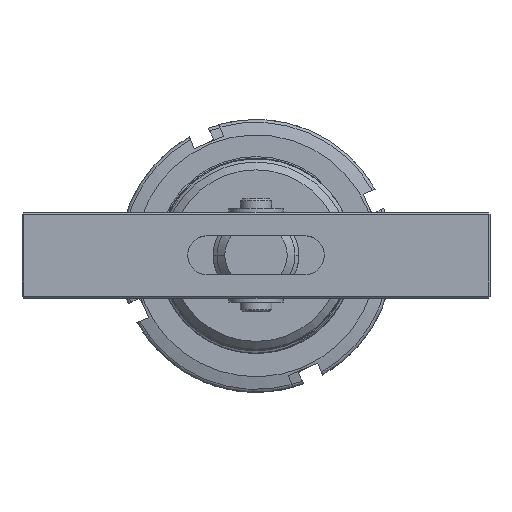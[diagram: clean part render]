
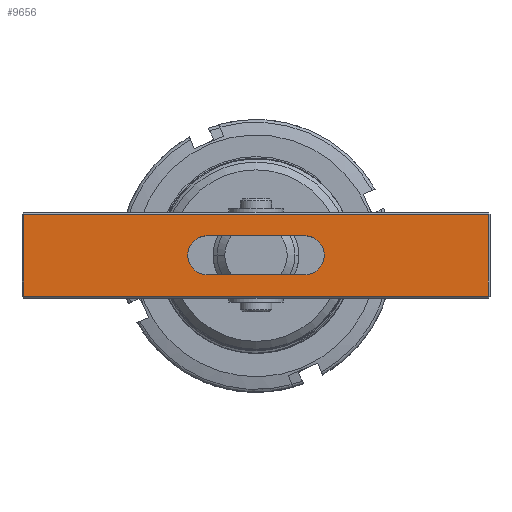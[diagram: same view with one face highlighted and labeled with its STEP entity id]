
A CAD part, top view. The second image highlights one B-rep face of the part: STEP entity #9656.
In plain terms, the highlighted planar face has unit normal (0, 0, 1).
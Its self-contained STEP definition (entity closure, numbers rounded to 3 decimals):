
#34 = EDGE_CURVE ( 'NONE', #9143, #5825, #5256, .T. ) ;
#224 = ORIENTED_EDGE ( 'NONE', *, *, #4017, .T. ) ;
#229 = DIRECTION ( 'NONE',  ( 0., 0., 1. ) ) ;
#260 = DIRECTION ( 'NONE',  ( 0., 0., 1. ) ) ;
#616 = DIRECTION ( 'NONE',  ( 0., 1., 0. ) ) ;
#1048 = ORIENTED_EDGE ( 'NONE', *, *, #7122, .T. ) ;
#1085 = VECTOR ( 'NONE', #8610, 1000. ) ;
#1114 = ORIENTED_EDGE ( 'NONE', *, *, #12334, .T. ) ;
#1383 = DIRECTION ( 'NONE',  ( 0., 0., 1. ) ) ;
#1522 = LINE ( 'NONE', #7438, #3541 ) ;
#1580 = AXIS2_PLACEMENT_3D ( 'NONE', #7282, #1383, #8275 ) ;
#1629 = CIRCLE ( 'NONE', #1580, 5. ) ;
#2023 = ORIENTED_EDGE ( 'NONE', *, *, #12621, .F. ) ;
#2197 = CARTESIAN_POINT ( 'NONE',  ( 59.5, -10.5, 22. ) ) ;
#2728 = LINE ( 'NONE', #5166, #10266 ) ;
#3359 = ORIENTED_EDGE ( 'NONE', *, *, #34, .F. ) ;
#3382 = CARTESIAN_POINT ( 'NONE',  ( 12.5, 5., 22. ) ) ;
#3478 = ORIENTED_EDGE ( 'NONE', *, *, #12103, .F. ) ;
#3541 = VECTOR ( 'NONE', #3572, 1000. ) ;
#3572 = DIRECTION ( 'NONE',  ( -1., 0., 0. ) ) ;
#3770 = EDGE_LOOP ( 'NONE', ( #3359, #5568, #3478, #8356, #2023 ) ) ;
#4017 = EDGE_CURVE ( 'NONE', #9991, #4697, #4050, .T. ) ;
#4050 = LINE ( 'NONE', #11539, #1085 ) ;
#4132 = LINE ( 'NONE', #5271, #9030 ) ;
#4223 = EDGE_LOOP ( 'NONE', ( #224, #1114, #5931, #1048 ) ) ;
#4697 = VERTEX_POINT ( 'NONE', #2197 ) ;
#4884 = VERTEX_POINT ( 'NONE', #5380 ) ;
#5166 = CARTESIAN_POINT ( 'NONE',  ( -59.5, -11., 22. ) ) ;
#5204 = VECTOR ( 'NONE', #616, 1000. ) ;
#5256 = LINE ( 'NONE', #10833, #12801 ) ;
#5271 = CARTESIAN_POINT ( 'NONE',  ( -12.5, -5., 22. ) ) ;
#5325 = CARTESIAN_POINT ( 'NONE',  ( -59.5, 10.5, 22. ) ) ;
#5380 = CARTESIAN_POINT ( 'NONE',  ( -17.5, 0., 22. ) ) ;
#5568 = ORIENTED_EDGE ( 'NONE', *, *, #5755, .F. ) ;
#5755 = EDGE_CURVE ( 'NONE', #10259, #9143, #7072, .T. ) ;
#5824 = DIRECTION ( 'NONE',  ( 0., 0., 1. ) ) ;
#5825 = VERTEX_POINT ( 'NONE', #12791 ) ;
#5923 = EDGE_CURVE ( 'NONE', #9966, #12631, #1522, .T. ) ;
#5931 = ORIENTED_EDGE ( 'NONE', *, *, #5923, .T. ) ;
#6148 = DIRECTION ( 'NONE',  ( 0., -1., 0. ) ) ;
#6162 = CARTESIAN_POINT ( 'NONE',  ( -12.5, 0., 22. ) ) ;
#6252 = DIRECTION ( 'NONE',  ( 1., 0., 0. ) ) ;
#6327 = EDGE_CURVE ( 'NONE', #4884, #10964, #9978, .T. ) ;
#6907 = AXIS2_PLACEMENT_3D ( 'NONE', #11082, #260, #7153 ) ;
#7072 = CIRCLE ( 'NONE', #10479, 5. ) ;
#7121 = DIRECTION ( 'NONE',  ( 1., 0., 0. ) ) ;
#7122 = EDGE_CURVE ( 'NONE', #12631, #9991, #2728, .T. ) ;
#7153 = DIRECTION ( 'NONE',  ( 1., 0., 0. ) ) ;
#7282 = CARTESIAN_POINT ( 'NONE',  ( -12.5, 0., 22. ) ) ;
#7302 = CARTESIAN_POINT ( 'NONE',  ( 59.5, 10.5, 22. ) ) ;
#7345 = AXIS2_PLACEMENT_3D ( 'NONE', #6162, #229, #7121 ) ;
#7438 = CARTESIAN_POINT ( 'NONE',  ( -60., 10.5, 22. ) ) ;
#7446 = FACE_BOUND ( 'NONE', #3770, .T. ) ;
#7804 = LINE ( 'NONE', #10450, #5204 ) ;
#8275 = DIRECTION ( 'NONE',  ( 1., 0., 0. ) ) ;
#8356 = ORIENTED_EDGE ( 'NONE', *, *, #6327, .F. ) ;
#8610 = DIRECTION ( 'NONE',  ( 1., 0., 0. ) ) ;
#8912 = CARTESIAN_POINT ( 'NONE',  ( -12.5, -5., 22. ) ) ;
#9030 = VECTOR ( 'NONE', #6252, 1000. ) ;
#9091 = PLANE ( 'NONE',  #6907 ) ;
#9143 = VERTEX_POINT ( 'NONE', #3382 ) ;
#9656 = ADVANCED_FACE ( 'NONE', ( #12698, #7446 ), #9091, .T. ) ;
#9966 = VERTEX_POINT ( 'NONE', #7302 ) ;
#9978 = CIRCLE ( 'NONE', #7345, 5. ) ;
#9991 = VERTEX_POINT ( 'NONE', #10267 ) ;
#10259 = VERTEX_POINT ( 'NONE', #11721 ) ;
#10266 = VECTOR ( 'NONE', #6148, 1000. ) ;
#10267 = CARTESIAN_POINT ( 'NONE',  ( -59.5, -10.5, 22. ) ) ;
#10450 = CARTESIAN_POINT ( 'NONE',  ( 59.5, 11., 22. ) ) ;
#10479 = AXIS2_PLACEMENT_3D ( 'NONE', #11686, #5824, #12697 ) ;
#10833 = CARTESIAN_POINT ( 'NONE',  ( -12.5, 5., 22. ) ) ;
#10964 = VERTEX_POINT ( 'NONE', #8912 ) ;
#11082 = CARTESIAN_POINT ( 'NONE',  ( 0., 0., 22. ) ) ;
#11539 = CARTESIAN_POINT ( 'NONE',  ( 60., -10.5, 22. ) ) ;
#11686 = CARTESIAN_POINT ( 'NONE',  ( 12.5, 0., 22. ) ) ;
#11721 = CARTESIAN_POINT ( 'NONE',  ( 12.5, -5., 22. ) ) ;
#11825 = DIRECTION ( 'NONE',  ( -1., 0., 0. ) ) ;
#12103 = EDGE_CURVE ( 'NONE', #10964, #10259, #4132, .T. ) ;
#12334 = EDGE_CURVE ( 'NONE', #4697, #9966, #7804, .T. ) ;
#12621 = EDGE_CURVE ( 'NONE', #5825, #4884, #1629, .T. ) ;
#12631 = VERTEX_POINT ( 'NONE', #5325 ) ;
#12697 = DIRECTION ( 'NONE',  ( 1., 0., 0. ) ) ;
#12698 = FACE_OUTER_BOUND ( 'NONE', #4223, .T. ) ;
#12791 = CARTESIAN_POINT ( 'NONE',  ( -12.5, 5., 22. ) ) ;
#12801 = VECTOR ( 'NONE', #11825, 1000. ) ;
